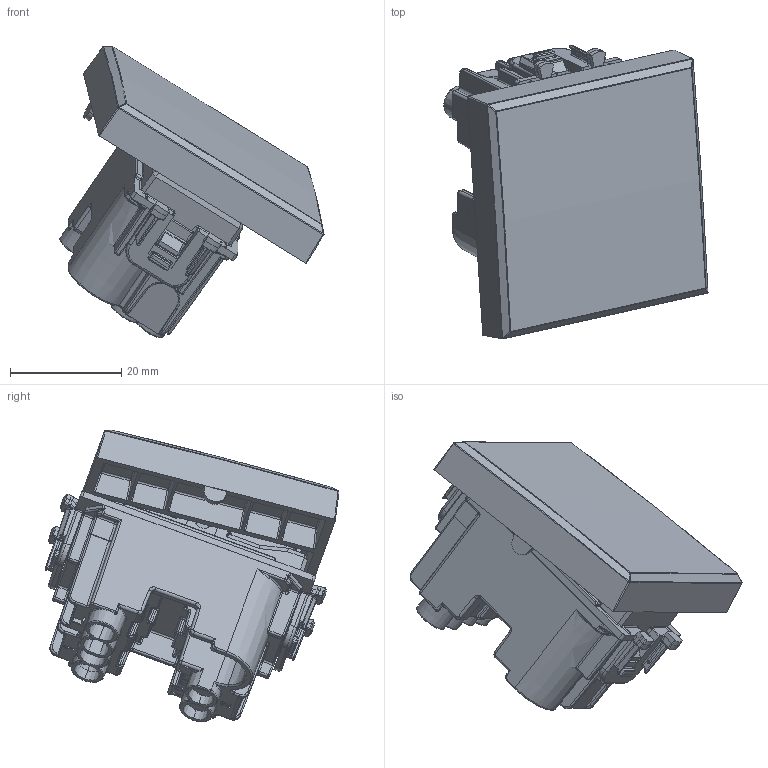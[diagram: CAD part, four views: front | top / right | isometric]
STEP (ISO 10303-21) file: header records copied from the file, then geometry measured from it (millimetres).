
FILE_DESCRIPTION(('CATIA V5 STEP Exchange'),'2;1');
FILE_NAME('442001-2.stp','2024-02-16T07:34:52+00:00',('none'),('none'),'CATIA Version 5-6 Release 2016 SP6','CATIA V5 STEP AP203','none');
FILE_SCHEMA(('CONFIG_CONTROL_DESIGN'));
Length unit declared in the file: millimetre
Products named in the file (1): 442001-2
Assembly tree (10 placements, depth 2):
  442001-2
    #57
    #54987
    #56642  x2
    #58555  x2
    #59421
    #114426
    #146629
    #175662
Bounding box: 47.56 x 52.95 x 52.51 mm (x, y, z)
Volume: 18697 mm3; surface area: 26092.4 mm2
Topology: 11 solids, 11 shells, 4792 faces, 12526 edges, 7507 vertices
Faces by surface type: plane 2027, cylinder 1558, bspline 652, sphere 247, cone 168, torus 102, extrusion 34, revolution 4
Entity records: 178203 total; most frequent: CARTESIAN_POINT 78141, ORIENTED_EDGE 24026, DIRECTION 14729, EDGE_CURVE 12013, VERTEX_POINT 7361, VECTOR 6274, LINE 6240, AXIS2_PLACEMENT_3D 5049
